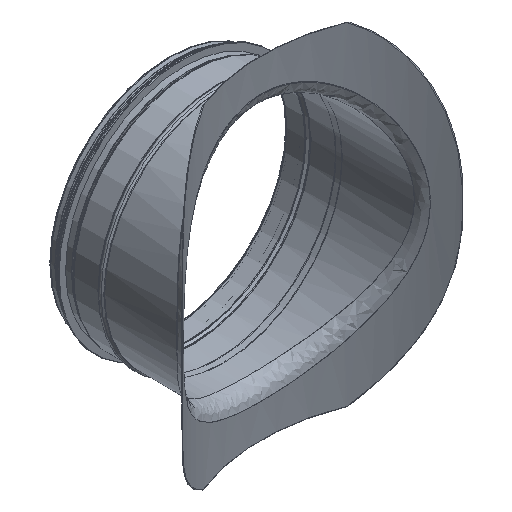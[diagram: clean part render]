
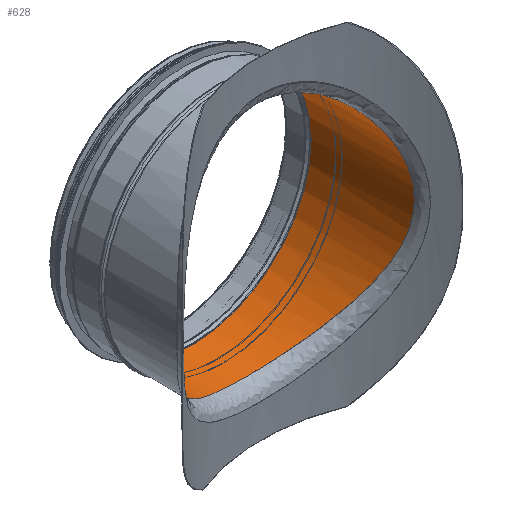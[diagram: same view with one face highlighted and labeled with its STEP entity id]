
A CAD part, isometric view. The second image highlights one B-rep face of the part: STEP entity #628.
In plain terms, the highlighted cylindrical face has radius 123.45 mm (diameter 246.9 mm), a full revolution.
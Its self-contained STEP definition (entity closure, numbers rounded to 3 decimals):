
#327=CARTESIAN_POINT('',(-123.45,162.392,0.));
#328=VERTEX_POINT('',#327);
#336=CARTESIAN_POINT('',(-123.452,162.388,0.));
#337=CARTESIAN_POINT('',(-123.452,162.388,9.536));
#338=CARTESIAN_POINT('',(-121.2,164.591,28.605));
#339=CARTESIAN_POINT('',(-111.74,173.,54.793));
#340=CARTESIAN_POINT('',(-97.214,183.884,77.653));
#341=CARTESIAN_POINT('',(-78.208,195.118,96.785));
#342=CARTESIAN_POINT('',(-55.133,204.94,111.609));
#343=CARTESIAN_POINT('',(-28.613,211.762,121.214));
#344=CARTESIAN_POINT('',(-0.005,214.22,124.569));
#345=CARTESIAN_POINT('',(31.805,211.492,120.842));
#346=CARTESIAN_POINT('',(63.747,202.252,107.827));
#347=CARTESIAN_POINT('',(91.912,187.722,84.962));
#348=CARTESIAN_POINT('',(108.981,175.193,60.181));
#349=CARTESIAN_POINT('',(118.138,167.349,37.402));
#350=CARTESIAN_POINT('',(122.458,163.351,19.078));
#351=CARTESIAN_POINT('',(123.947,161.91,0.));
#352=CARTESIAN_POINT('',(122.458,163.351,-19.078));
#353=CARTESIAN_POINT('',(118.138,167.349,-37.402));
#354=CARTESIAN_POINT('',(108.981,175.192,-60.18));
#355=CARTESIAN_POINT('',(91.91,187.726,-84.966));
#356=CARTESIAN_POINT('',(63.747,202.248,-107.823));
#357=CARTESIAN_POINT('',(34.706,210.654,-119.661));
#358=CARTESIAN_POINT('',(9.582,213.48,-123.565));
#359=CARTESIAN_POINT('',(-15.979,213.507,-123.588));
#360=CARTESIAN_POINT('',(-47.045,208.088,-116.17));
#361=CARTESIAN_POINT('',(-76.103,196.363,-98.903));
#362=CARTESIAN_POINT('',(-97.212,183.885,-77.656));
#363=CARTESIAN_POINT('',(-111.741,172.999,-54.792));
#364=CARTESIAN_POINT('',(-121.199,164.591,-28.607));
#365=CARTESIAN_POINT('',(-123.452,162.388,-9.535));
#366=CARTESIAN_POINT('',(-123.452,162.388,0.));
#367=B_SPLINE_CURVE_WITH_KNOTS('',3,(#336,#337,#338,#339,#340,#341,#342,#343,#344,#345,#346,#347,#348,#349,#350,#351,#352,#353,#354,#355,#356,#357,#358,#359,#360,#361,#362,#363,#364,#365,#366),.UNSPECIFIED.,.T.,.U.,(4,1,1,1,1,1,1,1,1,1,1,1,1,1,1,1,1,1,1,1,1,1,1,1,1,1,1,1,4),(0.0,2.749,5.499,8.248,10.998,13.747,16.497,19.246,21.996,25.662,29.328,32.994,34.827,36.66,38.493,40.326,42.159,43.992,47.658,51.323,54.989,56.822,58.655,62.321,65.987,68.737,71.486,74.236,76.985),.UNSPECIFIED.);
#368=EDGE_CURVE('',#328,#328,#367,.T.);
#609=CARTESIAN_POINT('',(0.,257.75,0.0));
#610=DIRECTION('',(0.,1.0,0.0));
#611=DIRECTION('',(-1.0,0.0,0.0));
#612=AXIS2_PLACEMENT_3D('',#609,#610,#611);
#613=CYLINDRICAL_SURFACE('',#612,123.45);
#614=CARTESIAN_POINT('',(-123.45,270.5,0.0));
#615=VERTEX_POINT('',#614);
#616=CARTESIAN_POINT('',(0.,270.5,0.0));
#617=DIRECTION('',(0.0,1.0,0.0));
#618=DIRECTION('',(-1.0,0.0,0.0));
#619=AXIS2_PLACEMENT_3D('',#616,#617,#618);
#620=CIRCLE('',#619,123.45);
#621=EDGE_CURVE('',#615,#615,#620,.T.);
#622=ORIENTED_EDGE('',*,*,#621,.T.);
#623=EDGE_LOOP('',(#622));
#624=FACE_OUTER_BOUND('',#623,.T.);
#625=ORIENTED_EDGE('',*,*,#368,.F.);
#626=EDGE_LOOP('',(#625));
#627=FACE_BOUND('',#626,.T.);
#628=ADVANCED_FACE('',(#624,#627),#613,.F.);
